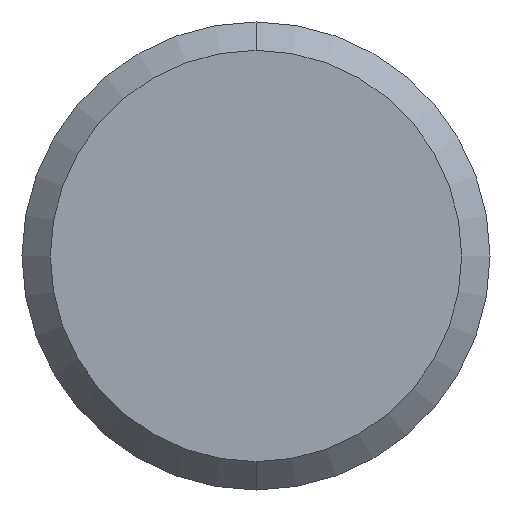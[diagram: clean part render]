
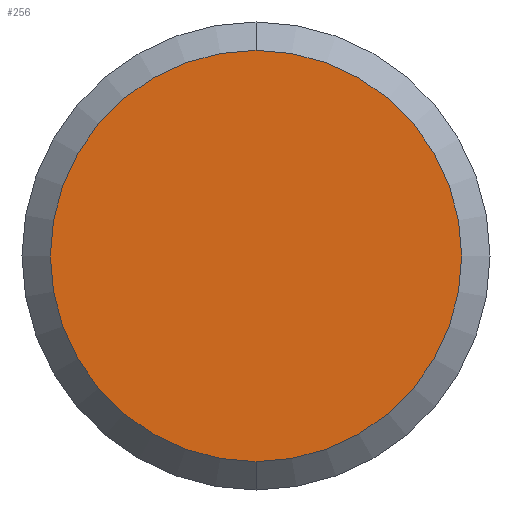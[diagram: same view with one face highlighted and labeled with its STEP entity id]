
A CAD part, front view. The second image highlights one B-rep face of the part: STEP entity #256.
In plain terms, the highlighted planar face has unit normal (0, -1, 0).
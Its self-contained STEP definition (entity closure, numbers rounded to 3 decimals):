
#41 = EDGE_CURVE ( 'NONE', #222, #126, #569, .T. ) ;
#126 = VERTEX_POINT ( 'NONE', #820 ) ;
#222 = VERTEX_POINT ( 'NONE', #867 ) ;
#246 = ORIENTED_EDGE ( 'NONE', *, *, #41, .T. ) ;
#250 = EDGE_CURVE ( 'NONE', #126, #222, #1000, .T. ) ;
#256 = ADVANCED_FACE ( 'NONE', ( #996 ), #994, .T. ) ;
#262 = EDGE_LOOP ( 'NONE', ( #263, #246 ) ) ;
#263 = ORIENTED_EDGE ( 'NONE', *, *, #250, .T. ) ;
#528 = CARTESIAN_POINT ( 'NONE',  ( 0., 0., 0. ) ) ;
#541 = DIRECTION ( 'NONE',  ( 0., 0., -1. ) ) ;
#542 = DIRECTION ( 'NONE',  ( 0., -1., 0. ) ) ;
#543 = AXIS2_PLACEMENT_3D ( 'NONE', #528, #542, #541 ) ;
#569 = CIRCLE ( 'NONE', #543, 7.25 ) ;
#820 = CARTESIAN_POINT ( 'NONE',  ( 0., 0., 7.25 ) ) ;
#867 = CARTESIAN_POINT ( 'NONE',  ( 0., 0., -7.25 ) ) ;
#994 = PLANE ( 'NONE',  #1001 ) ;
#996 = FACE_OUTER_BOUND ( 'NONE', #262, .T. ) ;
#1000 = CIRCLE ( 'NONE', #1044, 7.25 ) ;
#1001 = AXIS2_PLACEMENT_3D ( 'NONE', #1060, #1059, #1058 ) ;
#1043 = CARTESIAN_POINT ( 'NONE',  ( 0., 0., 0. ) ) ;
#1044 = AXIS2_PLACEMENT_3D ( 'NONE', #1043, #1089, #1088 ) ;
#1058 = DIRECTION ( 'NONE',  ( 0., 0., -1. ) ) ;
#1059 = DIRECTION ( 'NONE',  ( 0., -1., 0. ) ) ;
#1060 = CARTESIAN_POINT ( 'NONE',  ( 0., 0., 0. ) ) ;
#1088 = DIRECTION ( 'NONE',  ( 0., 0., -1. ) ) ;
#1089 = DIRECTION ( 'NONE',  ( 0., -1., 0. ) ) ;
